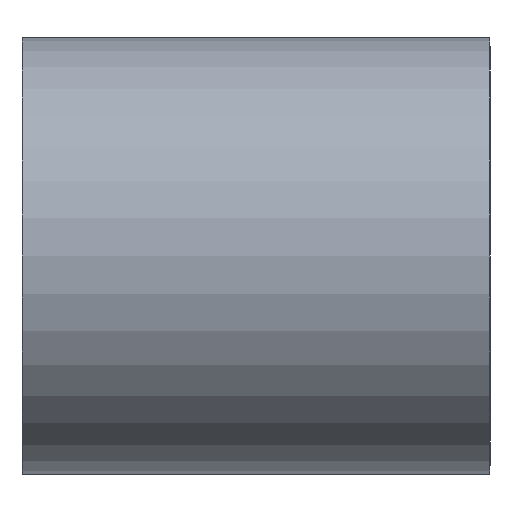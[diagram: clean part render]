
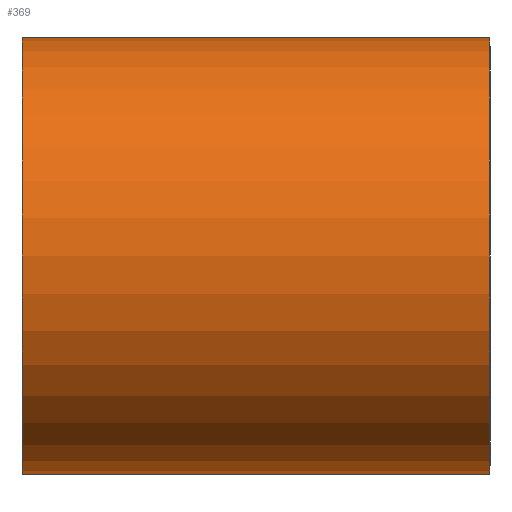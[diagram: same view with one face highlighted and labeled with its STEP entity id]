
A CAD part, left-side view. The second image highlights one B-rep face of the part: STEP entity #369.
In plain terms, the highlighted cylindrical face has radius 7 mm (diameter 14 mm), a full revolution.
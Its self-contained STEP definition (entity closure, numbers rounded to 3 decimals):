
#25=B_SPLINE_CURVE_WITH_KNOTS('',3,(#738,#739,#740,#741,#742,#743,#744,
#745,#746,#747,#748,#749,#750,#751,#752,#753,#754,#755,#756,#757,#758,#759,
#760,#761,#762,#763,#764,#765,#766,#767),.UNSPECIFIED.,.F.,.F.,(4,1,1,1,
1,1,1,1,1,1,1,1,1,1,1,1,1,1,1,1,1,1,1,1,1,1,1,4),(0.,0.031,0.063,0.094,
0.125,0.156,0.188,0.25,0.313,0.344,0.375,0.406,0.438,0.5,0.563,
0.594,0.625,0.656,0.688,0.75,0.813,0.844,0.875,0.906,0.938,0.969,
0.984,1.),.UNSPECIFIED.);
#31=B_SPLINE_CURVE_WITH_KNOTS('',3,(#950,#951,#952,#953,#954,#955,#956,
#957,#958,#959,#960,#961,#962,#963,#964,#965,#966,#967,#968,#969,#970,#971,
#972,#973,#974,#975,#976,#977,#978,#979,#980,#981,#982,#983),
 .UNSPECIFIED.,.F.,.F.,(4,1,1,1,1,1,1,1,1,1,1,1,1,1,1,1,1,1,1,1,1,1,1,1,
1,1,1,1,1,1,1,4),(0.,0.016,0.031,0.063,0.094,0.125,0.156,0.188,
0.219,0.25,0.313,0.344,0.375,0.406,0.438,0.5,0.563,0.594,0.625,
0.656,0.688,0.719,0.75,0.813,0.844,0.875,0.906,0.938,0.969,
0.984,0.992,1.),.UNSPECIFIED.);
#43=CYLINDRICAL_SURFACE('',#440,7.);
#116=ORIENTED_EDGE('',*,*,#159,.T.);
#117=ORIENTED_EDGE('',*,*,#145,.T.);
#118=ORIENTED_EDGE('',*,*,#158,.F.);
#119=ORIENTED_EDGE('',*,*,#133,.F.);
#133=EDGE_CURVE('',#168,#168,#201,.T.);
#145=EDGE_CURVE('',#180,#181,#25,.T.);
#158=EDGE_CURVE('',#192,#192,#220,.T.);
#159=EDGE_CURVE('',#181,#180,#31,.T.);
#168=VERTEX_POINT('',#580);
#180=VERTEX_POINT('',#768);
#181=VERTEX_POINT('',#769);
#192=VERTEX_POINT('',#945);
#201=CIRCLE('',#400,7.);
#220=CIRCLE('',#436,7.);
#275=EDGE_LOOP('',(#116,#117));
#276=EDGE_LOOP('',(#118));
#277=EDGE_LOOP('',(#119));
#333=FACE_BOUND('',#275,.T.);
#334=FACE_BOUND('',#276,.T.);
#335=FACE_BOUND('',#277,.T.);
#369=ADVANCED_FACE('',(#333,#334,#335),#43,.T.);
#400=AXIS2_PLACEMENT_3D('',#579,#472,#473);
#436=AXIS2_PLACEMENT_3D('',#944,#544,#545);
#440=AXIS2_PLACEMENT_3D('',#949,#552,#553);
#472=DIRECTION('',(0.,1.,0.));
#473=DIRECTION('',(0.,0.,1.));
#544=DIRECTION('',(0.,-1.,0.));
#545=DIRECTION('',(0.,0.,-1.));
#552=DIRECTION('',(0.,-1.,0.));
#553=DIRECTION('',(0.,0.,1.));
#579=CARTESIAN_POINT('',(0.,7.5,0.));
#580=CARTESIAN_POINT('',(0.,7.5,7.));
#738=CARTESIAN_POINT('',(4.211,0.331,-5.591));
#739=CARTESIAN_POINT('',(4.199,0.11,-5.601));
#740=CARTESIAN_POINT('',(4.194,-0.259,-5.605));
#741=CARTESIAN_POINT('',(4.268,-0.877,-5.549));
#742=CARTESIAN_POINT('',(4.393,-1.416,-5.451));
#743=CARTESIAN_POINT('',(4.593,-2.011,-5.285));
#744=CARTESIAN_POINT('',(4.794,-2.49,-5.103));
#745=CARTESIAN_POINT('',(5.11,-3.145,-4.795));
#746=CARTESIAN_POINT('',(5.573,-3.942,-4.267));
#747=CARTESIAN_POINT('',(6.007,-4.609,-3.62));
#748=CARTESIAN_POINT('',(6.314,-5.054,-3.034));
#749=CARTESIAN_POINT('',(6.514,-5.335,-2.582));
#750=CARTESIAN_POINT('',(6.709,-5.607,-2.025));
#751=CARTESIAN_POINT('',(6.898,-5.864,-1.289));
#752=CARTESIAN_POINT('',(7.026,-6.034,-0.332));
#753=CARTESIAN_POINT('',(6.987,-5.983,0.667));
#754=CARTESIAN_POINT('',(6.86,-5.812,1.436));
#755=CARTESIAN_POINT('',(6.709,-5.605,2.025));
#756=CARTESIAN_POINT('',(6.541,-5.374,2.51));
#757=CARTESIAN_POINT('',(6.269,-4.992,3.149));
#758=CARTESIAN_POINT('',(5.848,-4.371,3.887));
#759=CARTESIAN_POINT('',(5.4,-3.655,4.467));
#760=CARTESIAN_POINT('',(5.062,-3.037,4.839));
#761=CARTESIAN_POINT('',(4.83,-2.57,5.07));
#762=CARTESIAN_POINT('',(4.591,-2.006,5.287));
#763=CARTESIAN_POINT('',(4.419,-1.506,5.43));
#764=CARTESIAN_POINT('',(4.291,-0.977,5.531));
#765=CARTESIAN_POINT('',(4.245,-0.667,5.566));
#766=CARTESIAN_POINT('',(4.221,-0.438,5.584));
#767=CARTESIAN_POINT('',(4.21,-0.315,5.592));
#768=CARTESIAN_POINT('',(4.211,0.331,-5.591));
#769=CARTESIAN_POINT('',(4.21,-0.315,5.592));
#944=CARTESIAN_POINT('',(0.,-7.5,0.));
#945=CARTESIAN_POINT('',(0.,-7.5,-7.));
#949=CARTESIAN_POINT('',(0.,13.586,0.));
#950=CARTESIAN_POINT('',(4.21,-0.315,5.592));
#951=CARTESIAN_POINT('',(4.204,-0.19,5.597));
#952=CARTESIAN_POINT('',(4.197,-0.027,5.602));
#953=CARTESIAN_POINT('',(4.208,0.391,5.594));
#954=CARTESIAN_POINT('',(4.271,0.886,5.547));
#955=CARTESIAN_POINT('',(4.397,1.43,5.448));
#956=CARTESIAN_POINT('',(4.596,2.02,5.282));
#957=CARTESIAN_POINT('',(4.802,2.507,5.097));
#958=CARTESIAN_POINT('',(5.059,3.031,4.843));
#959=CARTESIAN_POINT('',(5.307,3.481,4.571));
#960=CARTESIAN_POINT('',(5.661,4.078,4.134));
#961=CARTESIAN_POINT('',(5.996,4.59,3.64));
#962=CARTESIAN_POINT('',(6.316,5.055,3.032));
#963=CARTESIAN_POINT('',(6.516,5.339,2.576));
#964=CARTESIAN_POINT('',(6.71,5.608,2.021));
#965=CARTESIAN_POINT('',(6.899,5.865,1.286));
#966=CARTESIAN_POINT('',(7.025,6.034,0.334));
#967=CARTESIAN_POINT('',(6.987,5.983,-0.666));
#968=CARTESIAN_POINT('',(6.86,5.812,-1.434));
#969=CARTESIAN_POINT('',(6.71,5.608,-2.019));
#970=CARTESIAN_POINT('',(6.54,5.373,-2.513));
#971=CARTESIAN_POINT('',(6.324,5.067,-3.016));
#972=CARTESIAN_POINT('',(6.1,4.743,-3.444));
#973=CARTESIAN_POINT('',(5.763,4.234,-3.996));
#974=CARTESIAN_POINT('',(5.421,3.687,-4.443));
#975=CARTESIAN_POINT('',(5.067,3.046,-4.834));
#976=CARTESIAN_POINT('',(4.835,2.578,-5.066));
#977=CARTESIAN_POINT('',(4.597,2.024,-5.281));
#978=CARTESIAN_POINT('',(4.42,1.502,-5.429));
#979=CARTESIAN_POINT('',(4.302,1.036,-5.522));
#980=CARTESIAN_POINT('',(4.243,0.657,-5.568));
#981=CARTESIAN_POINT('',(4.228,0.517,-5.579));
#982=CARTESIAN_POINT('',(4.217,0.397,-5.587));
#983=CARTESIAN_POINT('',(4.211,0.331,-5.591));
